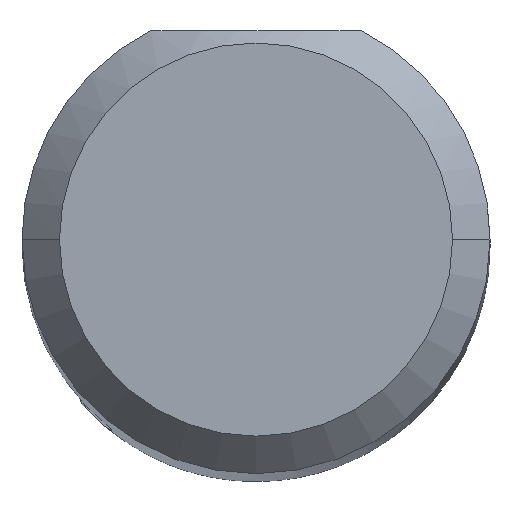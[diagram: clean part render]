
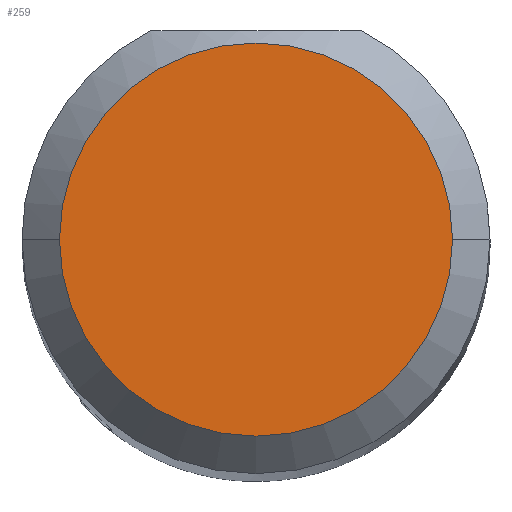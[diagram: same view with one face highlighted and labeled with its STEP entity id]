
A CAD part, top view. The second image highlights one B-rep face of the part: STEP entity #259.
In plain terms, the highlighted planar face has unit normal (0, 0, 1).
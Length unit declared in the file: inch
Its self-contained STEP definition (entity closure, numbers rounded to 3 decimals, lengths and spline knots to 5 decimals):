
#31 = CIRCLE ( 'NONE', #449, 0.07875 ) ;
#40 = DIRECTION ( 'NONE',  ( 0., 0., 1. ) ) ;
#124 = DIRECTION ( 'NONE',  ( 0., 0., 1. ) ) ;
#166 = ORIENTED_EDGE ( 'NONE', *, *, #566, .T. ) ;
#198 = EDGE_LOOP ( 'NONE', ( #166, #412 ) ) ;
#213 = AXIS2_PLACEMENT_3D ( 'NONE', #705, #124, #540 ) ;
#215 = DIRECTION ( 'NONE',  ( 1., 0., 0. ) ) ;
#222 = PLANE ( 'NONE',  #659 ) ;
#228 = EDGE_CURVE ( 'NONE', #550, #393, #31, .T. ) ;
#230 = CARTESIAN_POINT ( 'NONE',  ( -0.07875, 0., 2. ) ) ;
#259 = ADVANCED_FACE ( 'NONE', ( #457 ), #222, .T. ) ;
#346 = DIRECTION ( 'NONE',  ( 1., 0., 0. ) ) ;
#363 = CARTESIAN_POINT ( 'NONE',  ( 0.07875, 0., 2. ) ) ;
#393 = VERTEX_POINT ( 'NONE', #230 ) ;
#397 = DIRECTION ( 'NONE',  ( 0., 0., 1. ) ) ;
#399 = CARTESIAN_POINT ( 'NONE',  ( 0., 0., 2. ) ) ;
#412 = ORIENTED_EDGE ( 'NONE', *, *, #228, .T. ) ;
#449 = AXIS2_PLACEMENT_3D ( 'NONE', #399, #397, #346 ) ;
#457 = FACE_OUTER_BOUND ( 'NONE', #198, .T. ) ;
#514 = CARTESIAN_POINT ( 'NONE',  ( 0., 0., 2. ) ) ;
#540 = DIRECTION ( 'NONE',  ( 1., 0., 0. ) ) ;
#541 = CIRCLE ( 'NONE', #213, 0.07875 ) ;
#550 = VERTEX_POINT ( 'NONE', #363 ) ;
#566 = EDGE_CURVE ( 'NONE', #393, #550, #541, .T. ) ;
#659 = AXIS2_PLACEMENT_3D ( 'NONE', #514, #40, #215 ) ;
#705 = CARTESIAN_POINT ( 'NONE',  ( 0., 0., 2. ) ) ;
